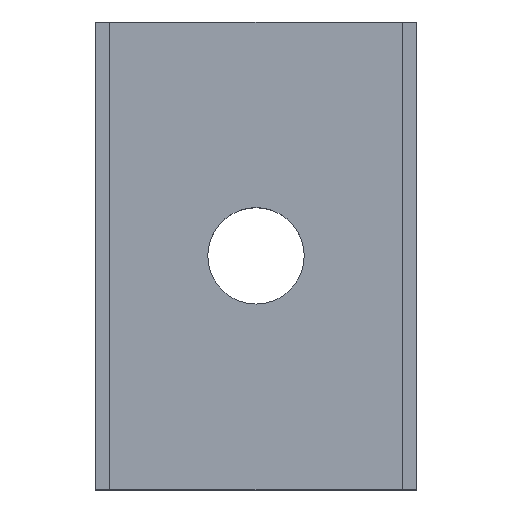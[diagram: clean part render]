
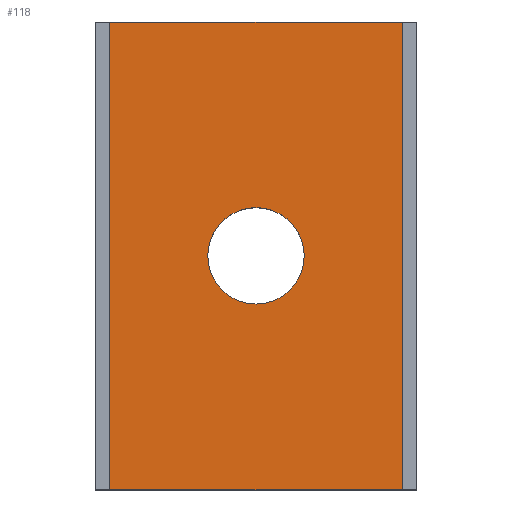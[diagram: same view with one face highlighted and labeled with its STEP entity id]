
A CAD part, top view. The second image highlights one B-rep face of the part: STEP entity #118.
In plain terms, the highlighted planar face has unit normal (0, 0, 1).
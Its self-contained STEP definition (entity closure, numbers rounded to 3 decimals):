
#110=EDGE_CURVE('',#176,#138,#279,.T.);
#118=ADVANCED_FACE('',(#288,#289),#290,.T.);
#138=VERTEX_POINT('',#311);
#176=VERTEX_POINT('',#354);
#178=EDGE_CURVE('',#188,#208,#356,.T.);
#188=VERTEX_POINT('',#367);
#192=EDGE_CURVE('',#138,#176,#371,.T.);
#208=VERTEX_POINT('',#387);
#212=EDGE_CURVE('',#222,#188,#391,.T.);
#222=VERTEX_POINT('',#402);
#224=EDGE_CURVE('',#222,#248,#404,.T.);
#240=EDGE_CURVE('',#208,#248,#426,.T.);
#248=VERTEX_POINT('',#434);
#279=CIRCLE('',#464,3.3);
#288=FACE_BOUND('',#473,.T.);
#289=FACE_OUTER_BOUND('',#474,.T.);
#290=PLANE('',#475);
#311=CARTESIAN_POINT('',(3.3,0.,5.5));
#354=CARTESIAN_POINT('',(-3.3,0.0,5.5));
#356=LINE('',#567,#568);
#367=CARTESIAN_POINT('',(-10.0,16.0,5.5));
#371=CIRCLE('',#586,3.3);
#387=CARTESIAN_POINT('',(-10.0,-16.0,5.5));
#391=LINE('',#613,#614);
#402=CARTESIAN_POINT('',(10.0,16.0,5.5));
#404=LINE('',#632,#633);
#426=LINE('',#658,#659);
#434=CARTESIAN_POINT('',(10.0,-16.0,5.5));
#464=AXIS2_PLACEMENT_3D('',#689,#690,#691);
#473=EDGE_LOOP('',(#701,#702));
#474=EDGE_LOOP('',(#703,#704,#705,#706));
#475=AXIS2_PLACEMENT_3D('',#707,#708,#709);
#567=CARTESIAN_POINT('',(-10.0,16.0,5.5));
#568=VECTOR('',#785,1.0);
#586=AXIS2_PLACEMENT_3D('',#795,#796,#797);
#613=CARTESIAN_POINT('',(10.0,16.0,5.5));
#614=VECTOR('',#806,1.0);
#632=CARTESIAN_POINT('',(10.0,16.0,5.5));
#633=VECTOR('',#822,1.0);
#658=CARTESIAN_POINT('',(10.0,-16.0,5.5));
#659=VECTOR('',#858,1.0);
#689=CARTESIAN_POINT('',(0.0,0.0,5.5));
#690=DIRECTION('',(0.0,0.0,-1.0));
#691=DIRECTION('',(1.0,0.0,0.0));
#701=ORIENTED_EDGE('',*,*,#110,.T.);
#702=ORIENTED_EDGE('',*,*,#192,.T.);
#703=ORIENTED_EDGE('',*,*,#240,.T.);
#704=ORIENTED_EDGE('',*,*,#224,.F.);
#705=ORIENTED_EDGE('',*,*,#212,.T.);
#706=ORIENTED_EDGE('',*,*,#178,.T.);
#707=CARTESIAN_POINT('',(-10.0,16.0,5.5));
#708=DIRECTION('',(0.0,0.0,1.0));
#709=DIRECTION('',(0.0,-1.0,0.0));
#785=DIRECTION('',(0.0,-1.0,0.0));
#795=CARTESIAN_POINT('',(0.0,0.0,5.5));
#796=DIRECTION('',(0.0,0.0,-1.0));
#797=DIRECTION('',(1.0,0.0,0.0));
#806=DIRECTION('',(-1.0,0.0,0.0));
#822=DIRECTION('',(0.0,-1.0,0.0));
#858=DIRECTION('',(1.0,0.0,0.0));
